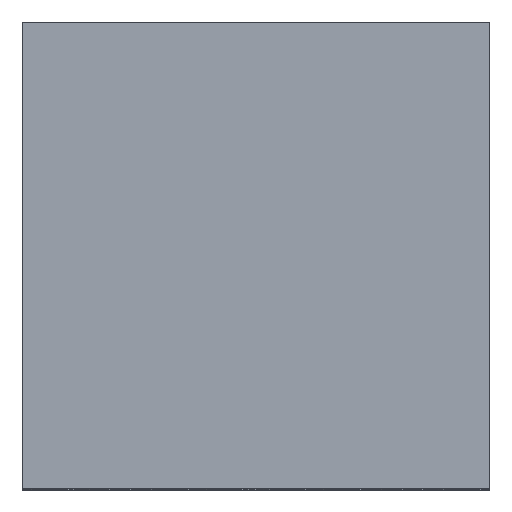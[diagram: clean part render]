
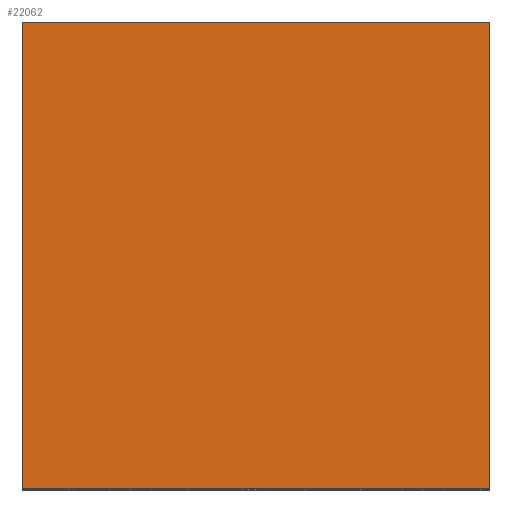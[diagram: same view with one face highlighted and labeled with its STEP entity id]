
A CAD part, top view. The second image highlights one B-rep face of the part: STEP entity #22062.
In plain terms, the highlighted face is planar.
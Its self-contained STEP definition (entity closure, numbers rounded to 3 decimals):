
#21711=DIRECTION('',(1.,0.,0.));
#21712=VECTOR('',#21711,99.8);
#21713=CARTESIAN_POINT('',(-49.9,1.7,50.));
#21714=LINE('',#21713,#21712);
#21719=DIRECTION('',(1.,0.,0.));
#21720=VECTOR('',#21719,99.8);
#21721=CARTESIAN_POINT('',(-49.9,1.7,-50.));
#21722=LINE('',#21721,#21720);
#21723=DIRECTION('',(0.,0.,1.));
#21724=VECTOR('',#21723,100.);
#21725=CARTESIAN_POINT('',(49.9,1.7,-50.));
#21726=LINE('',#21725,#21724);
#21731=DIRECTION('',(0.,0.,1.));
#21732=VECTOR('',#21731,100.);
#21733=CARTESIAN_POINT('',(-49.9,1.7,-50.));
#21734=LINE('',#21733,#21732);
#21895=CARTESIAN_POINT('',(49.9,1.7,-50.));
#21896=CARTESIAN_POINT('',(49.9,1.7,50.));
#21897=VERTEX_POINT('',#21895);
#21898=VERTEX_POINT('',#21896);
#21899=CARTESIAN_POINT('',(-49.9,1.7,-50.));
#21900=CARTESIAN_POINT('',(-49.9,1.7,50.));
#21901=VERTEX_POINT('',#21899);
#21902=VERTEX_POINT('',#21900);
#22050=CARTESIAN_POINT('',(-48.1,1.7,-50.));
#22051=DIRECTION('',(0.,1.,0.));
#22052=DIRECTION('',(-1.,0.,0.));
#22053=AXIS2_PLACEMENT_3D('',#22050,#22051,#22052);
#22054=PLANE('',#22053);
#22055=ORIENTED_EDGE('',*,*,#22032,.F.);
#22057=ORIENTED_EDGE('',*,*,#22056,.F.);
#22058=ORIENTED_EDGE('',*,*,#21936,.T.);
#22059=ORIENTED_EDGE('',*,*,#22045,.T.);
#22060=EDGE_LOOP('',(#22055,#22057,#22058,#22059));
#22061=FACE_OUTER_BOUND('',#22060,.F.);
#21936=EDGE_CURVE('',#21901,#21897,#21722,.T.);
#22032=EDGE_CURVE('',#21902,#21898,#21714,.T.);
#22045=EDGE_CURVE('',#21897,#21898,#21726,.T.);
#22056=EDGE_CURVE('',#21901,#21902,#21734,.T.);
#22062=ADVANCED_FACE('',(#22061),#22054,.T.);
